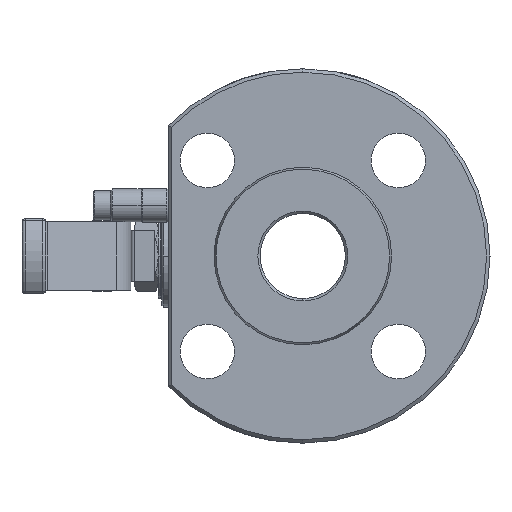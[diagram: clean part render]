
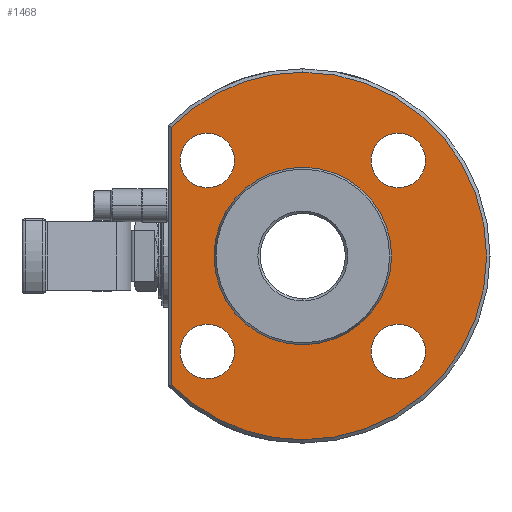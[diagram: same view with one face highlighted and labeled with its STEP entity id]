
A CAD part, left-side view. The second image highlights one B-rep face of the part: STEP entity #1468.
In plain terms, the highlighted planar face has unit normal (-1, 0, 0).
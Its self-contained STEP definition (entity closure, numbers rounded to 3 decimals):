
#48 = EDGE_CURVE ( 'NONE', #8951, #1591, #3122, .T. ) ;
#119 = CIRCLE ( 'NONE', #9452, 8. ) ;
#195 = CARTESIAN_POINT ( 'NONE',  ( -19.9, 28.062, 28.062 ) ) ;
#271 = DIRECTION ( 'NONE',  ( 0., 0., 1. ) ) ;
#323 = CARTESIAN_POINT ( 'NONE',  ( -19.9, -28.062, 28.062 ) ) ;
#352 = CARTESIAN_POINT ( 'NONE',  ( -19.9, 0., -54. ) ) ;
#442 = CARTESIAN_POINT ( 'NONE',  ( -19.9, -28.062, 20.062 ) ) ;
#615 = FACE_BOUND ( 'NONE', #10295, .T. ) ;
#707 = VERTEX_POINT ( 'NONE', #12267 ) ;
#1154 = CARTESIAN_POINT ( 'NONE',  ( -19.9, 28.062, -28.062 ) ) ;
#1186 = CARTESIAN_POINT ( 'NONE',  ( -19.9, -28.062, 36.062 ) ) ;
#1299 = AXIS2_PLACEMENT_3D ( 'NONE', #5024, #2778, #13310 ) ;
#1468 = ADVANCED_FACE ( 'NONE', ( #3847, #7893, #8900, #615, #7761, #2771 ), #6809, .T. ) ;
#1591 = VERTEX_POINT ( 'NONE', #2964 ) ;
#2088 = AXIS2_PLACEMENT_3D ( 'NONE', #9341, #10235, #9137 ) ;
#2127 = DIRECTION ( 'NONE',  ( -1., 0., 0. ) ) ;
#2206 = DIRECTION ( 'NONE',  ( 0., 0., 1. ) ) ;
#2525 = CIRCLE ( 'NONE', #9266, 8. ) ;
#2736 = CARTESIAN_POINT ( 'NONE',  ( -19.9, 28.062, 36.062 ) ) ;
#2771 = FACE_OUTER_BOUND ( 'NONE', #6134, .T. ) ;
#2778 = DIRECTION ( 'NONE',  ( -1., 0., 0. ) ) ;
#2835 = AXIS2_PLACEMENT_3D ( 'NONE', #195, #4401, #11677 ) ;
#2964 = CARTESIAN_POINT ( 'NONE',  ( -19.9, 38.5, -37.865 ) ) ;
#3122 = LINE ( 'NONE', #11420, #13312 ) ;
#3153 = CARTESIAN_POINT ( 'NONE',  ( -19.9, 0., 0. ) ) ;
#3196 = ORIENTED_EDGE ( 'NONE', *, *, #12264, .F. ) ;
#3235 = EDGE_CURVE ( 'NONE', #6075, #10596, #9296, .T. ) ;
#3333 = CARTESIAN_POINT ( 'NONE',  ( -19.9, 38.5, 37.865 ) ) ;
#3339 = AXIS2_PLACEMENT_3D ( 'NONE', #1154, #9384, #10272 ) ;
#3366 = CIRCLE ( 'NONE', #10987, 8. ) ;
#3532 = CIRCLE ( 'NONE', #9180, 8. ) ;
#3541 = ORIENTED_EDGE ( 'NONE', *, *, #12270, .T. ) ;
#3606 = CIRCLE ( 'NONE', #2088, 54. ) ;
#3690 = EDGE_CURVE ( 'NONE', #11874, #10606, #119, .T. ) ;
#3788 = DIRECTION ( 'NONE',  ( -1., 0., 0. ) ) ;
#3847 = FACE_BOUND ( 'NONE', #8189, .T. ) ;
#3854 = EDGE_CURVE ( 'NONE', #11723, #6830, #6187, .T. ) ;
#4337 = EDGE_CURVE ( 'NONE', #9781, #707, #3366, .T. ) ;
#4401 = DIRECTION ( 'NONE',  ( -1., 0., 0. ) ) ;
#4484 = DIRECTION ( 'NONE',  ( -1., 0., 0. ) ) ;
#4521 = DIRECTION ( 'NONE',  ( 0., 0., 1. ) ) ;
#4567 = CARTESIAN_POINT ( 'NONE',  ( -19.9, -28.062, 28.062 ) ) ;
#4725 = ORIENTED_EDGE ( 'NONE', *, *, #4337, .F. ) ;
#4851 = EDGE_CURVE ( 'NONE', #6830, #11723, #3532, .T. ) ;
#5024 = CARTESIAN_POINT ( 'NONE',  ( -19.9, 0., 0. ) ) ;
#5340 = CARTESIAN_POINT ( 'NONE',  ( -19.9, 0., 0. ) ) ;
#5558 = DIRECTION ( 'NONE',  ( 0., 0., 1. ) ) ;
#5622 = AXIS2_PLACEMENT_3D ( 'NONE', #5340, #9481, #4521 ) ;
#6050 = CARTESIAN_POINT ( 'NONE',  ( -19.9, 28.062, -36.062 ) ) ;
#6075 = VERTEX_POINT ( 'NONE', #9353 ) ;
#6134 = EDGE_LOOP ( 'NONE', ( #7164, #11109, #3541, #13409 ) ) ;
#6187 = CIRCLE ( 'NONE', #3339, 8. ) ;
#6294 = CIRCLE ( 'NONE', #11494, 8. ) ;
#6349 = CARTESIAN_POINT ( 'NONE',  ( -19.9, -28.062, -28.062 ) ) ;
#6376 = ORIENTED_EDGE ( 'NONE', *, *, #3235, .F. ) ;
#6421 = EDGE_LOOP ( 'NONE', ( #6530, #9420 ) ) ;
#6443 = AXIS2_PLACEMENT_3D ( 'NONE', #323, #9778, #5558 ) ;
#6530 = ORIENTED_EDGE ( 'NONE', *, *, #3854, .F. ) ;
#6676 = CARTESIAN_POINT ( 'NONE',  ( -19.9, 28.062, -28.062 ) ) ;
#6688 = DIRECTION ( 'NONE',  ( 0., 0., 1. ) ) ;
#6809 = PLANE ( 'NONE',  #11873 ) ;
#6827 = VERTEX_POINT ( 'NONE', #8350 ) ;
#6830 = VERTEX_POINT ( 'NONE', #6050 ) ;
#6899 = EDGE_CURVE ( 'NONE', #707, #9781, #8710, .T. ) ;
#7164 = ORIENTED_EDGE ( 'NONE', *, *, #11456, .T. ) ;
#7326 = DIRECTION ( 'NONE',  ( -1., 0., 0. ) ) ;
#7375 = VERTEX_POINT ( 'NONE', #352 ) ;
#7402 = DIRECTION ( 'NONE',  ( -1., 0., 0. ) ) ;
#7617 = ORIENTED_EDGE ( 'NONE', *, *, #3690, .F. ) ;
#7637 = EDGE_CURVE ( 'NONE', #7375, #6827, #9135, .T. ) ;
#7761 = FACE_BOUND ( 'NONE', #11506, .T. ) ;
#7793 = VERTEX_POINT ( 'NONE', #7949 ) ;
#7855 = AXIS2_PLACEMENT_3D ( 'NONE', #9504, #7402, #271 ) ;
#7880 = CARTESIAN_POINT ( 'NONE',  ( -19.9, 28.062, 28.062 ) ) ;
#7893 = FACE_BOUND ( 'NONE', #6421, .T. ) ;
#7949 = CARTESIAN_POINT ( 'NONE',  ( -19.9, -28.062, -20.062 ) ) ;
#7963 = DIRECTION ( 'NONE',  ( 0., 0., 1. ) ) ;
#8189 = EDGE_LOOP ( 'NONE', ( #12018, #6376 ) ) ;
#8275 = CARTESIAN_POINT ( 'NONE',  ( -19.9, 28.062, -20.062 ) ) ;
#8350 = CARTESIAN_POINT ( 'NONE',  ( -19.9, 0., 54. ) ) ;
#8631 = DIRECTION ( 'NONE',  ( 0., 0., 1. ) ) ;
#8710 = CIRCLE ( 'NONE', #2835, 8. ) ;
#8900 = FACE_BOUND ( 'NONE', #11160, .T. ) ;
#8951 = VERTEX_POINT ( 'NONE', #3333 ) ;
#8972 = CARTESIAN_POINT ( 'NONE',  ( -19.9, -28.062, -28.062 ) ) ;
#9010 = DIRECTION ( 'NONE',  ( -1., 0., 0. ) ) ;
#9039 = CIRCLE ( 'NONE', #12514, 26.082 ) ;
#9076 = CARTESIAN_POINT ( 'NONE',  ( -19.9, 0., -26.082 ) ) ;
#9135 = CIRCLE ( 'NONE', #7855, 54. ) ;
#9137 = DIRECTION ( 'NONE',  ( 0., 0., 1. ) ) ;
#9180 = AXIS2_PLACEMENT_3D ( 'NONE', #6676, #4484, #8631 ) ;
#9266 = AXIS2_PLACEMENT_3D ( 'NONE', #6349, #2127, #10494 ) ;
#9296 = CIRCLE ( 'NONE', #5622, 26.082 ) ;
#9341 = CARTESIAN_POINT ( 'NONE',  ( -19.9, 0., 0. ) ) ;
#9353 = CARTESIAN_POINT ( 'NONE',  ( -19.9, 0., 26.082 ) ) ;
#9384 = DIRECTION ( 'NONE',  ( -1., 0., 0. ) ) ;
#9420 = ORIENTED_EDGE ( 'NONE', *, *, #4851, .F. ) ;
#9452 = AXIS2_PLACEMENT_3D ( 'NONE', #4567, #12931, #6688 ) ;
#9481 = DIRECTION ( 'NONE',  ( -1., 0., 0. ) ) ;
#9504 = CARTESIAN_POINT ( 'NONE',  ( -19.9, 0., 0. ) ) ;
#9778 = DIRECTION ( 'NONE',  ( -1., 0., 0. ) ) ;
#9781 = VERTEX_POINT ( 'NONE', #2736 ) ;
#9866 = DIRECTION ( 'NONE',  ( -1., 0., 0. ) ) ;
#10235 = DIRECTION ( 'NONE',  ( -1., 0., 0. ) ) ;
#10272 = DIRECTION ( 'NONE',  ( 0., 0., 1. ) ) ;
#10295 = EDGE_LOOP ( 'NONE', ( #12556, #7617 ) ) ;
#10415 = CIRCLE ( 'NONE', #1299, 54. ) ;
#10494 = DIRECTION ( 'NONE',  ( 0., 0., 1. ) ) ;
#10596 = VERTEX_POINT ( 'NONE', #9076 ) ;
#10606 = VERTEX_POINT ( 'NONE', #1186 ) ;
#10786 = CIRCLE ( 'NONE', #6443, 8. ) ;
#10987 = AXIS2_PLACEMENT_3D ( 'NONE', #7880, #9010, #12970 ) ;
#11109 = ORIENTED_EDGE ( 'NONE', *, *, #7637, .T. ) ;
#11160 = EDGE_LOOP ( 'NONE', ( #12083, #3196 ) ) ;
#11228 = DIRECTION ( 'NONE',  ( 0., 0., -1. ) ) ;
#11420 = CARTESIAN_POINT ( 'NONE',  ( -19.9, 38.5, -36.821 ) ) ;
#11444 = VERTEX_POINT ( 'NONE', #13245 ) ;
#11456 = EDGE_CURVE ( 'NONE', #1591, #7375, #10415, .T. ) ;
#11494 = AXIS2_PLACEMENT_3D ( 'NONE', #8972, #3788, #7963 ) ;
#11506 = EDGE_LOOP ( 'NONE', ( #4725, #12639 ) ) ;
#11512 = EDGE_CURVE ( 'NONE', #7793, #11444, #6294, .T. ) ;
#11677 = DIRECTION ( 'NONE',  ( 0., 0., 1. ) ) ;
#11723 = VERTEX_POINT ( 'NONE', #8275 ) ;
#11873 = AXIS2_PLACEMENT_3D ( 'NONE', #11896, #9866, #12164 ) ;
#11874 = VERTEX_POINT ( 'NONE', #442 ) ;
#11896 = CARTESIAN_POINT ( 'NONE',  ( -19.9, 26.082, 0. ) ) ;
#11953 = EDGE_CURVE ( 'NONE', #10596, #6075, #9039, .T. ) ;
#12018 = ORIENTED_EDGE ( 'NONE', *, *, #11953, .F. ) ;
#12035 = EDGE_CURVE ( 'NONE', #10606, #11874, #10786, .T. ) ;
#12083 = ORIENTED_EDGE ( 'NONE', *, *, #11512, .F. ) ;
#12164 = DIRECTION ( 'NONE',  ( 0., 0., 1. ) ) ;
#12264 = EDGE_CURVE ( 'NONE', #11444, #7793, #2525, .T. ) ;
#12267 = CARTESIAN_POINT ( 'NONE',  ( -19.9, 28.062, 20.062 ) ) ;
#12270 = EDGE_CURVE ( 'NONE', #6827, #8951, #3606, .T. ) ;
#12514 = AXIS2_PLACEMENT_3D ( 'NONE', #3153, #7326, #2206 ) ;
#12556 = ORIENTED_EDGE ( 'NONE', *, *, #12035, .F. ) ;
#12639 = ORIENTED_EDGE ( 'NONE', *, *, #6899, .F. ) ;
#12931 = DIRECTION ( 'NONE',  ( -1., 0., 0. ) ) ;
#12970 = DIRECTION ( 'NONE',  ( 0., 0., 1. ) ) ;
#13245 = CARTESIAN_POINT ( 'NONE',  ( -19.9, -28.062, -36.062 ) ) ;
#13310 = DIRECTION ( 'NONE',  ( 0., 0., 1. ) ) ;
#13312 = VECTOR ( 'NONE', #11228, 1000. ) ;
#13409 = ORIENTED_EDGE ( 'NONE', *, *, #48, .T. ) ;
